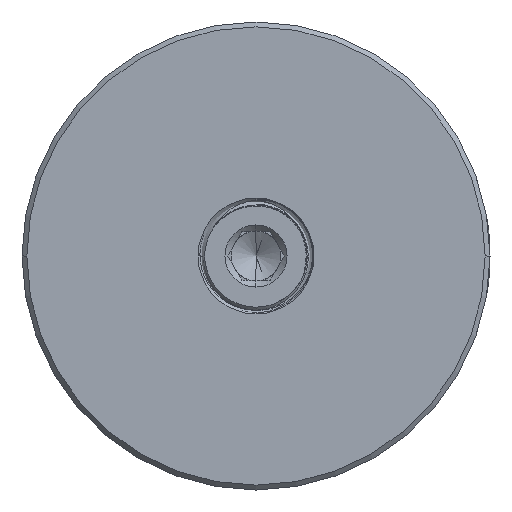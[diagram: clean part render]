
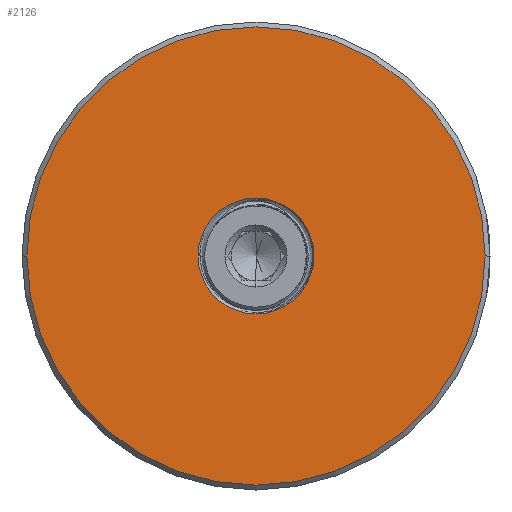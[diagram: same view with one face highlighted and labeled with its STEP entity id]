
A CAD part, left-side view. The second image highlights one B-rep face of the part: STEP entity #2126.
In plain terms, the highlighted planar face has unit normal (-1, 0, 0).
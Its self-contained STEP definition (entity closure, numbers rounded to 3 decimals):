
#91 = CARTESIAN_POINT ( 'NONE',  ( -28.35, 0., 0. ) ) ;
#593 = AXIS2_PLACEMENT_3D ( 'NONE', #91, #23614, #23762 ) ;
#1392 = AXIS2_PLACEMENT_3D ( 'NONE', #18806, #21623, #2214 ) ;
#1969 = AXIS2_PLACEMENT_3D ( 'NONE', #10833, #40310, #14121 ) ;
#2126 = ADVANCED_FACE ( 'NONE', ( #11682, #15282 ), #8844, .F. ) ;
#2214 = DIRECTION ( 'NONE',  ( 0., 1., 0. ) ) ;
#2625 = VERTEX_POINT ( 'NONE', #28209 ) ;
#3783 = VERTEX_POINT ( 'NONE', #20547 ) ;
#4539 = EDGE_LOOP ( 'NONE', ( #20903, #11403 ) ) ;
#6110 = EDGE_CURVE ( 'NONE', #31824, #3783, #21709, .T. ) ;
#8844 = PLANE ( 'NONE',  #1392 ) ;
#9731 = CARTESIAN_POINT ( 'NONE',  ( -28.35, -4.75, 0. ) ) ;
#9962 = ORIENTED_EDGE ( 'NONE', *, *, #6110, .T. ) ;
#10234 = DIRECTION ( 'NONE',  ( -1., 0., 0. ) ) ;
#10833 = CARTESIAN_POINT ( 'NONE',  ( -28.35, 0., 0. ) ) ;
#11403 = ORIENTED_EDGE ( 'NONE', *, *, #23315, .T. ) ;
#11682 = FACE_BOUND ( 'NONE', #4539, .T. ) ;
#13539 = DIRECTION ( 'NONE',  ( 0., 1., 0. ) ) ;
#14121 = DIRECTION ( 'NONE',  ( 0., 1., 0. ) ) ;
#15282 = FACE_OUTER_BOUND ( 'NONE', #40217, .T. ) ;
#17294 = CARTESIAN_POINT ( 'NONE',  ( -28.35, -18.8, 0. ) ) ;
#17710 = EDGE_CURVE ( 'NONE', #33672, #2625, #24469, .T. ) ;
#17975 = CIRCLE ( 'NONE', #33671, 4.75 ) ;
#18806 = CARTESIAN_POINT ( 'NONE',  ( -28.35, 0., 0. ) ) ;
#20547 = CARTESIAN_POINT ( 'NONE',  ( -28.35, 18.8, 0. ) ) ;
#20903 = ORIENTED_EDGE ( 'NONE', *, *, #17710, .T. ) ;
#21623 = DIRECTION ( 'NONE',  ( 1., 0., 0. ) ) ;
#21709 = CIRCLE ( 'NONE', #38552, 18.8 ) ;
#23036 = CIRCLE ( 'NONE', #593, 18.8 ) ;
#23315 = EDGE_CURVE ( 'NONE', #2625, #33672, #17975, .T. ) ;
#23614 = DIRECTION ( 'NONE',  ( -1., 0., 0. ) ) ;
#23762 = DIRECTION ( 'NONE',  ( 0., 1., 0. ) ) ;
#24469 = CIRCLE ( 'NONE', #1969, 4.75 ) ;
#25929 = CARTESIAN_POINT ( 'NONE',  ( -28.35, 0., 0. ) ) ;
#28209 = CARTESIAN_POINT ( 'NONE',  ( -28.35, 4.75, 0. ) ) ;
#29921 = CARTESIAN_POINT ( 'NONE',  ( -28.35, 0., 0. ) ) ;
#31824 = VERTEX_POINT ( 'NONE', #17294 ) ;
#33671 = AXIS2_PLACEMENT_3D ( 'NONE', #25929, #38916, #35496 ) ;
#33672 = VERTEX_POINT ( 'NONE', #9731 ) ;
#35496 = DIRECTION ( 'NONE',  ( 0., 1., 0. ) ) ;
#38552 = AXIS2_PLACEMENT_3D ( 'NONE', #29921, #10234, #13539 ) ;
#38699 = ORIENTED_EDGE ( 'NONE', *, *, #41547, .T. ) ;
#38916 = DIRECTION ( 'NONE',  ( 1., 0., 0. ) ) ;
#40217 = EDGE_LOOP ( 'NONE', ( #38699, #9962 ) ) ;
#40310 = DIRECTION ( 'NONE',  ( 1., 0., 0. ) ) ;
#41547 = EDGE_CURVE ( 'NONE', #3783, #31824, #23036, .T. ) ;
